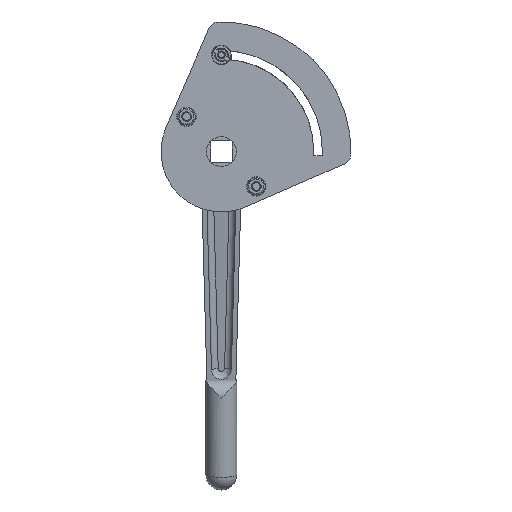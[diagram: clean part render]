
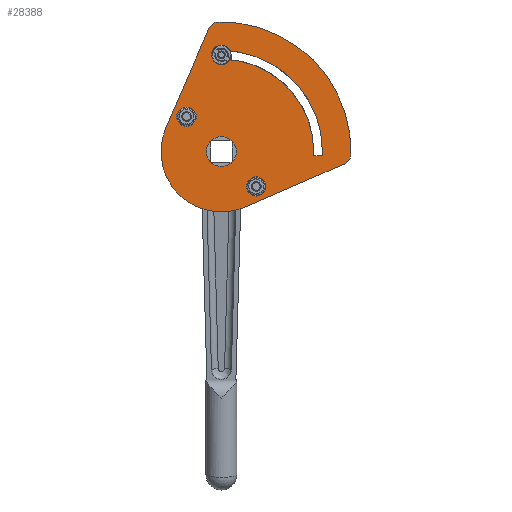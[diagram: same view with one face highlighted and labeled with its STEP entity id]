
A CAD part, left-side view. The second image highlights one B-rep face of the part: STEP entity #28388.
In plain terms, the highlighted planar face has unit normal (-1, 0, 0).
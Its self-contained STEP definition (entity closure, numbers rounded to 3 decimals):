
#27956=CARTESIAN_POINT('',(0.0,12.472,127.947));
#27957=VERTEX_POINT('',#27956);
#27964=CARTESIAN_POINT('',(0.0,3.569,133.952));
#27965=VERTEX_POINT('',#27964);
#27966=CARTESIAN_POINT('',(0.0,3.303,123.956));
#27967=DIRECTION('',(1.0,0.0,0.0));
#27968=DIRECTION('',(0.0,0.559,0.829));
#27969=AXIS2_PLACEMENT_3D('',#27966,#27967,#27968);
#27970=CIRCLE('',#27969,10.0);
#27971=EDGE_CURVE('',#27957,#27965,#27970,.T.);
#27989=CARTESIAN_POINT('',(0.0,57.307,24.944));
#27990=VERTEX_POINT('',#27989);
#27997=CARTESIAN_POINT('',(0.0,57.307,24.944));
#27998=DIRECTION('',(0.0,-0.399,0.917));
#27999=VECTOR('',#27998,112.338);
#28000=LINE('',#27997,#27999);
#28001=EDGE_CURVE('',#27990,#27957,#28000,.T.);
#28012=CARTESIAN_POINT('',(0.0,-133.952,-3.569));
#28013=VERTEX_POINT('',#28012);
#28020=CARTESIAN_POINT('',(0.0,-127.947,-12.472));
#28021=VERTEX_POINT('',#28020);
#28022=CARTESIAN_POINT('',(0.0,-123.956,-3.303));
#28023=DIRECTION('',(1.0,0.0,0.0));
#28024=DIRECTION('',(0.0,-0.829,-0.559));
#28025=AXIS2_PLACEMENT_3D('',#28022,#28023,#28024);
#28026=CIRCLE('',#28025,10.0);
#28027=EDGE_CURVE('',#28013,#28021,#28026,.T.);
#28044=CARTESIAN_POINT('',(0.0,-24.944,-57.307));
#28045=VERTEX_POINT('',#28044);
#28046=CARTESIAN_POINT('',(0.0,-127.947,-12.472));
#28047=DIRECTION('',(0.0,0.917,-0.399));
#28048=VECTOR('',#28047,112.338);
#28049=LINE('',#28046,#28048);
#28050=EDGE_CURVE('',#28021,#28045,#28049,.T.);
#28070=CARTESIAN_POINT('',(0.0,41.562,36.062));
#28071=VERTEX_POINT('',#28070);
#28072=CARTESIAN_POINT('',(0.0,36.062,36.062));
#28073=DIRECTION('',(1.0,0.0,0.0));
#28074=DIRECTION('',(0.0,-1.0,0.0));
#28075=AXIS2_PLACEMENT_3D('',#28072,#28073,#28074);
#28076=CIRCLE('',#28075,5.5);
#28077=EDGE_CURVE('',#28071,#28071,#28076,.T.);
#28088=CARTESIAN_POINT('',(0.0,-104.5,0.0));
#28089=VERTEX_POINT('',#28088);
#28096=CARTESIAN_POINT('',(0.0,0.0,104.5));
#28097=VERTEX_POINT('',#28096);
#28098=CARTESIAN_POINT('',(0.0,0.0,0.0));
#28099=DIRECTION('',(1.0,0.0,0.0));
#28100=DIRECTION('',(0.0,0.0,1.0));
#28101=AXIS2_PLACEMENT_3D('',#28098,#28099,#28100);
#28102=CIRCLE('',#28101,104.5);
#28103=EDGE_CURVE('',#28097,#28089,#28102,.T.);
#28123=CARTESIAN_POINT('',(0.0,4.5,104.5));
#28124=VERTEX_POINT('',#28123);
#28125=CARTESIAN_POINT('',(0.0,4.5,104.5));
#28126=DIRECTION('',(0.0,-1.0,0.0));
#28127=VECTOR('',#28126,4.5);
#28128=LINE('',#28125,#28127);
#28129=EDGE_CURVE('',#28124,#28097,#28128,.T.);
#28147=CARTESIAN_POINT('',(0.0,4.5,95.5));
#28148=VERTEX_POINT('',#28147);
#28149=CARTESIAN_POINT('',(0.0,4.5,95.5));
#28150=DIRECTION('',(0.0,0.0,1.0));
#28151=VECTOR('',#28150,9.);
#28152=LINE('',#28149,#28151);
#28153=EDGE_CURVE('',#28148,#28124,#28152,.T.);
#28171=CARTESIAN_POINT('',(0.0,0.0,95.5));
#28172=VERTEX_POINT('',#28171);
#28173=CARTESIAN_POINT('',(0.0,0.0,95.5));
#28174=DIRECTION('',(0.0,1.0,0.0));
#28175=VECTOR('',#28174,4.5);
#28176=LINE('',#28173,#28175);
#28177=EDGE_CURVE('',#28172,#28148,#28176,.T.);
#28195=CARTESIAN_POINT('',(0.0,-95.5,0.0));
#28196=VERTEX_POINT('',#28195);
#28197=CARTESIAN_POINT('',(0.0,0.0,0.0));
#28198=DIRECTION('',(-1.0,0.0,0.0));
#28199=DIRECTION('',(0.0,0.0,-1.0));
#28200=AXIS2_PLACEMENT_3D('',#28197,#28198,#28199);
#28201=CIRCLE('',#28200,95.5);
#28202=EDGE_CURVE('',#28196,#28172,#28201,.T.);
#28222=CARTESIAN_POINT('',(0.0,-95.5,-4.5));
#28223=VERTEX_POINT('',#28222);
#28224=CARTESIAN_POINT('',(0.0,-95.5,-4.5));
#28225=DIRECTION('',(0.0,0.0,1.0));
#28226=VECTOR('',#28225,4.5);
#28227=LINE('',#28224,#28226);
#28228=EDGE_CURVE('',#28223,#28196,#28227,.T.);
#28246=CARTESIAN_POINT('',(0.0,-104.5,-4.5));
#28247=VERTEX_POINT('',#28246);
#28248=CARTESIAN_POINT('',(0.0,-104.5,-4.5));
#28249=DIRECTION('',(0.0,1.0,0.0));
#28250=VECTOR('',#28249,9.);
#28251=LINE('',#28248,#28250);
#28252=EDGE_CURVE('',#28247,#28223,#28251,.T.);
#28270=CARTESIAN_POINT('',(0.0,-104.5,0.0));
#28271=DIRECTION('',(0.0,0.0,-1.0));
#28272=VECTOR('',#28271,4.5);
#28273=LINE('',#28270,#28272);
#28274=EDGE_CURVE('',#28089,#28247,#28273,.T.);
#28288=CARTESIAN_POINT('',(0.0,-30.562,-36.062));
#28289=VERTEX_POINT('',#28288);
#28290=CARTESIAN_POINT('',(0.0,-36.062,-36.062));
#28291=DIRECTION('',(1.0,0.0,0.0));
#28292=DIRECTION('',(0.0,-1.0,0.0));
#28293=AXIS2_PLACEMENT_3D('',#28290,#28291,#28292);
#28294=CIRCLE('',#28293,5.5);
#28295=EDGE_CURVE('',#28289,#28289,#28294,.T.);
#28308=CARTESIAN_POINT('',(0.0,15.5,0.));
#28309=VERTEX_POINT('',#28308);
#28310=CARTESIAN_POINT('',(0.0,0.0,0.0));
#28311=DIRECTION('',(1.0,0.0,0.0));
#28312=DIRECTION('',(0.0,-1.0,0.0));
#28313=AXIS2_PLACEMENT_3D('',#28310,#28311,#28312);
#28314=CIRCLE('',#28313,15.5);
#28315=EDGE_CURVE('',#28309,#28309,#28314,.T.);
#28326=CARTESIAN_POINT('',(0.0,0.0,0.0));
#28327=DIRECTION('',(1.,0.0,0.0));
#28328=DIRECTION('',(0.0,0.075,0.997));
#28329=AXIS2_PLACEMENT_3D('',#28326,#28327,#28328);
#28330=CIRCLE('',#28329,134.);
#28331=EDGE_CURVE('',#27965,#28013,#28330,.T.);
#28345=CARTESIAN_POINT('',(0.0,0.0,0.0));
#28346=DIRECTION('',(1.0,0.0,0.0));
#28347=DIRECTION('',(0.0,-0.399,-0.917));
#28348=AXIS2_PLACEMENT_3D('',#28345,#28346,#28347);
#28349=CIRCLE('',#28348,62.5);
#28350=EDGE_CURVE('',#28045,#27990,#28349,.T.);
#28356=CARTESIAN_POINT('',(0.0,-31.255,31.255));
#28357=DIRECTION('',(1.0,0.0,0.0));
#28358=DIRECTION('',(0.0,0.0,-1.0));
#28359=AXIS2_PLACEMENT_3D('',#28356,#28357,#28358);
#28360=PLANE('',#28359);
#28361=ORIENTED_EDGE('',*,*,#27971,.F.);
#28362=ORIENTED_EDGE('',*,*,#28001,.F.);
#28363=ORIENTED_EDGE('',*,*,#28350,.F.);
#28364=ORIENTED_EDGE('',*,*,#28050,.F.);
#28365=ORIENTED_EDGE('',*,*,#28027,.F.);
#28366=ORIENTED_EDGE('',*,*,#28331,.F.);
#28367=EDGE_LOOP('',(#28361,#28362,#28363,#28364,#28365,#28366));
#28368=FACE_OUTER_BOUND('',#28367,.T.);
#28369=ORIENTED_EDGE('',*,*,#28077,.T.);
#28370=EDGE_LOOP('',(#28369));
#28371=FACE_BOUND('',#28370,.T.);
#28372=ORIENTED_EDGE('',*,*,#28202,.T.);
#28373=ORIENTED_EDGE('',*,*,#28177,.T.);
#28374=ORIENTED_EDGE('',*,*,#28153,.T.);
#28375=ORIENTED_EDGE('',*,*,#28129,.T.);
#28376=ORIENTED_EDGE('',*,*,#28103,.T.);
#28377=ORIENTED_EDGE('',*,*,#28274,.T.);
#28378=ORIENTED_EDGE('',*,*,#28252,.T.);
#28379=ORIENTED_EDGE('',*,*,#28228,.T.);
#28380=EDGE_LOOP('',(#28372,#28373,#28374,#28375,#28376,#28377,#28378,#28379));
#28381=FACE_BOUND('',#28380,.T.);
#28382=ORIENTED_EDGE('',*,*,#28295,.T.);
#28383=EDGE_LOOP('',(#28382));
#28384=FACE_BOUND('',#28383,.T.);
#28385=ORIENTED_EDGE('',*,*,#28315,.T.);
#28386=EDGE_LOOP('',(#28385));
#28387=FACE_BOUND('',#28386,.T.);
#28388=ADVANCED_FACE('',(#28368,#28371,#28381,#28384,#28387),#28360,.F.);
